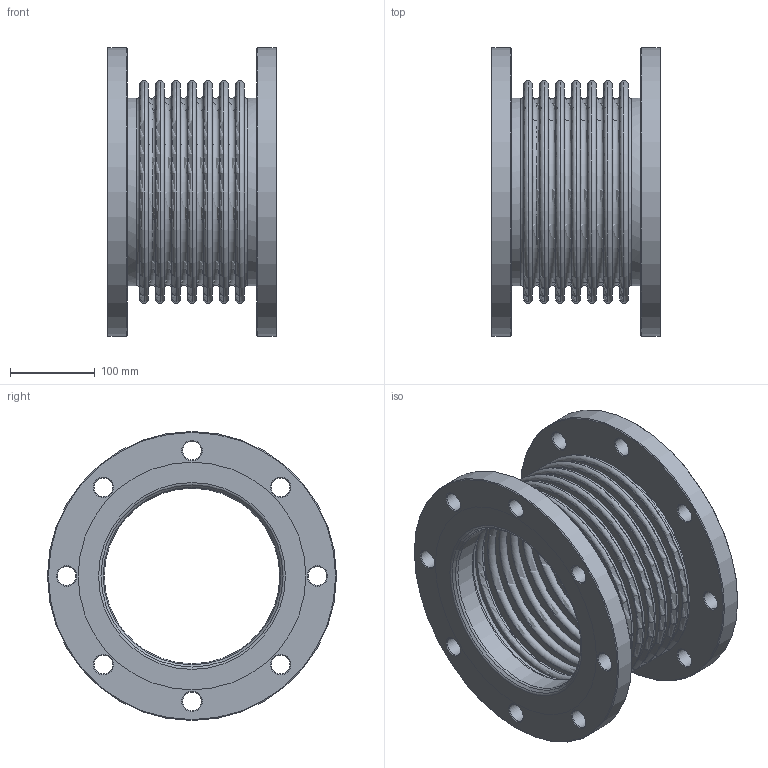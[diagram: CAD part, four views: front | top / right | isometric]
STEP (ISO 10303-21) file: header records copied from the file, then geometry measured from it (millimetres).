
FILE_DESCRIPTION(('HOOPS Exchange Step'),'2;1');
FILE_NAME('KP0501_DN200.stp','2025-11-03T14:19:30+01:00',('nieru'),('Unknown organisation'),'HOOPS Exchange 2024.2','HOOPS Exchange','Unknown authorisation');
FILE_SCHEMA( ('AP203_CONFIGURATION_CONTROLLED_3D_DESIGN_OF_MECHANICAL_PARTS_AND_ASSEMBLIES_MIM_LF') );
Length unit declared in the file: millimetre
Products named in the file (2): 0; root
Assembly tree (1 placements, depth 2):
  root
    0
Bounding box: 200 x 340 x 340 mm (x, y, z)
Volume: 3000534.5 mm3; surface area: 914424.3 mm2
Topology: 1 solids, 1 shells, 151 faces, 332 edges, 219 vertices
Faces by surface type: torus 49, plane 38, cone 38, cylinder 24, bspline 2
Full cylindrical faces by diameter (mm): 22 x16, 206.5 x2, 211.1 x2, 221.1 x2, 340 x2
Entity records: 16141 total; most frequent: CARTESIAN_POINT 12524, DIRECTION 840, ORIENTED_EDGE 664, AXIS2_PLACEMENT_3D 388, EDGE_CURVE 332, CIRCLE 236, EDGE_LOOP 221, FACE_BOUND 221
